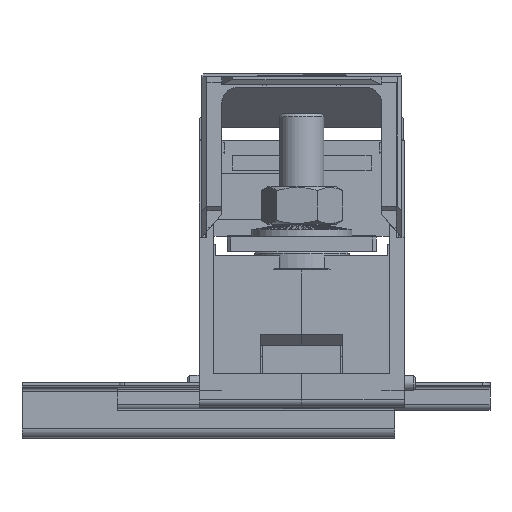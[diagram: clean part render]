
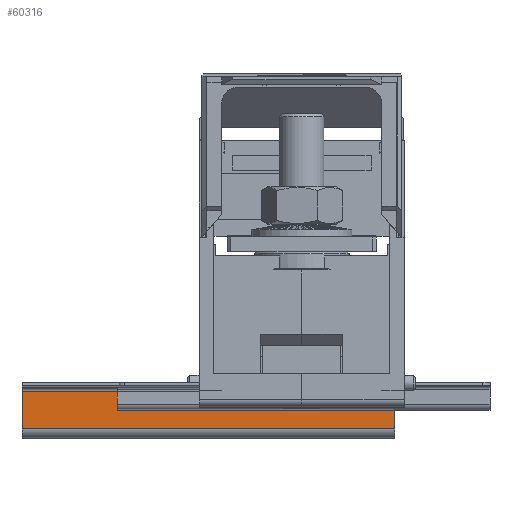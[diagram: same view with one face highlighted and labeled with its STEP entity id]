
A CAD part, left-side view. The second image highlights one B-rep face of the part: STEP entity #60316.
In plain terms, the highlighted planar face has unit normal (-1, 0, 0).
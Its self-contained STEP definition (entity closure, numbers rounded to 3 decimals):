
#19914=ORIENTED_EDGE('',*,*,#28464,.T.);
#19915=ORIENTED_EDGE('',*,*,#28491,.F.);
#19916=ORIENTED_EDGE('',*,*,#28448,.F.);
#19917=ORIENTED_EDGE('',*,*,#28490,.T.);
#28448=EDGE_CURVE('',#34206,#34207,#40768,.T.);
#28464=EDGE_CURVE('',#34222,#34221,#40778,.T.);
#28490=EDGE_CURVE('',#34206,#34222,#40799,.T.);
#28491=EDGE_CURVE('',#34207,#34221,#40800,.T.);
#34206=VERTEX_POINT('',#109334);
#34207=VERTEX_POINT('',#109336);
#34221=VERTEX_POINT('',#109366);
#34222=VERTEX_POINT('',#109368);
#40768=LINE('',#109335,#47340);
#40778=LINE('',#109367,#47350);
#40799=LINE('',#109418,#47371);
#40800=LINE('',#109420,#47372);
#47340=VECTOR('',#81438,1000.);
#47350=VECTOR('',#81462,1000.);
#47371=VECTOR('',#81521,1000.);
#47372=VECTOR('',#81524,1000.);
#51003=EDGE_LOOP('',(#19914,#19915,#19916,#19917));
#54636=FACE_BOUND('',#51003,.T.);
#57105=PLANE('',#66064);
#60316=ADVANCED_FACE('',(#54636),#57105,.F.);
#66064=AXIS2_PLACEMENT_3D('',#109419,#81522,#81523);
#81438=DIRECTION('',(0.,0.,1.));
#81462=DIRECTION('',(0.,0.,1.));
#81521=DIRECTION('',(0.,-1.,0.));
#81522=DIRECTION('',(1.,0.,0.));
#81523=DIRECTION('',(0.,0.,-1.));
#81524=DIRECTION('',(0.,-1.,0.));
#109334=CARTESIAN_POINT('',(-13.5,100.,2.5));
#109335=CARTESIAN_POINT('',(-13.5,100.,12.5));
#109336=CARTESIAN_POINT('',(-13.5,100.,12.5));
#109366=CARTESIAN_POINT('',(-13.5,0.,12.5));
#109367=CARTESIAN_POINT('',(-13.5,0.,12.5));
#109368=CARTESIAN_POINT('',(-13.5,0.,2.5));
#109418=CARTESIAN_POINT('',(-13.5,100.,2.5));
#109419=CARTESIAN_POINT('',(-13.5,100.,12.5));
#109420=CARTESIAN_POINT('',(-13.5,100.,12.5));
